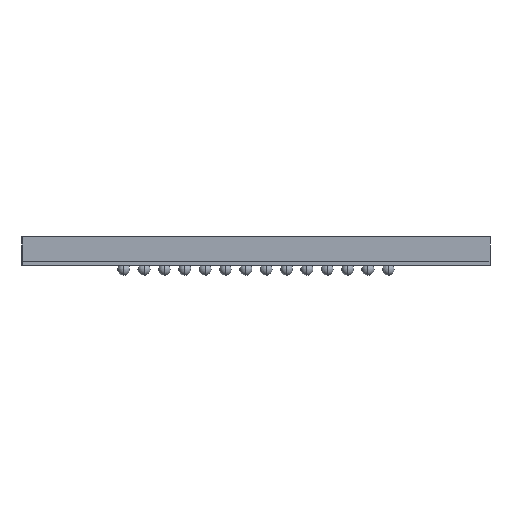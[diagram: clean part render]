
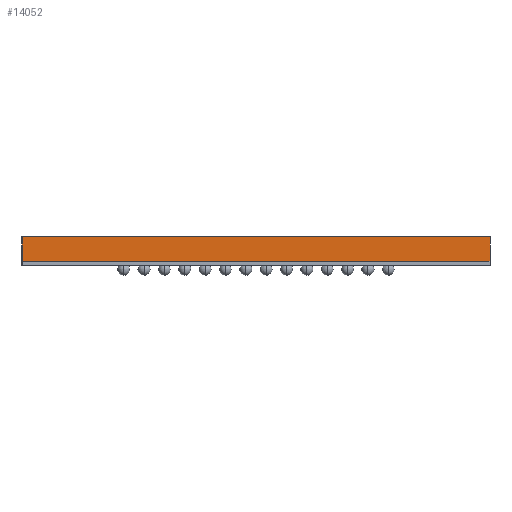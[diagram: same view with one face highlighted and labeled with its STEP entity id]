
A CAD part, front view. The second image highlights one B-rep face of the part: STEP entity #14052.
In plain terms, the highlighted planar face has unit normal (0, -1, 0).
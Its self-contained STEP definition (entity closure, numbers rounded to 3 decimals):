
#625 = VERTEX_POINT ( 'NONE', #15796 ) ;
#2381 = EDGE_CURVE ( 'NONE', #27921, #625, #13420, .T. ) ;
#3209 = EDGE_CURVE ( 'NONE', #3517, #10898, #24118, .T. ) ;
#3294 = DIRECTION ( 'NONE',  ( 0., 0., -1. ) ) ;
#3517 = VERTEX_POINT ( 'NONE', #19779 ) ;
#4125 = DIRECTION ( 'NONE',  ( 0., 1., 0. ) ) ;
#5080 = ORIENTED_EDGE ( 'NONE', *, *, #11603, .T. ) ;
#6596 = DIRECTION ( 'NONE',  ( 1., 0., 0. ) ) ;
#6730 = CARTESIAN_POINT ( 'NONE',  ( -5.75, -6.5, 0.6 ) ) ;
#7692 = CARTESIAN_POINT ( 'NONE',  ( -5.75, -6.5, 0.6 ) ) ;
#10898 = VERTEX_POINT ( 'NONE', #13083 ) ;
#11603 = EDGE_CURVE ( 'NONE', #27921, #3517, #23023, .T. ) ;
#13083 = CARTESIAN_POINT ( 'NONE',  ( 5.75, -6.5, 0. ) ) ;
#13091 = ORIENTED_EDGE ( 'NONE', *, *, #2381, .F. ) ;
#13122 = FACE_OUTER_BOUND ( 'NONE', #15561, .T. ) ;
#13420 = LINE ( 'NONE', #26355, #27669 ) ;
#14052 = ADVANCED_FACE ( 'NONE', ( #13122 ), #15286, .F. ) ;
#14877 = VECTOR ( 'NONE', #17691, 1000. ) ;
#15286 = PLANE ( 'NONE',  #26094 ) ;
#15561 = EDGE_LOOP ( 'NONE', ( #23094, #22853, #13091, #5080 ) ) ;
#15796 = CARTESIAN_POINT ( 'NONE',  ( 5.75, -6.5, 0.6 ) ) ;
#17691 = DIRECTION ( 'NONE',  ( 1., 0., 0. ) ) ;
#18224 = LINE ( 'NONE', #23243, #24367 ) ;
#18568 = EDGE_CURVE ( 'NONE', #625, #10898, #18224, .T. ) ;
#19294 = DIRECTION ( 'NONE',  ( 0., 0., 1. ) ) ;
#19779 = CARTESIAN_POINT ( 'NONE',  ( -5.75, -6.5, 0. ) ) ;
#22386 = VECTOR ( 'NONE', #3294, 1000. ) ;
#22853 = ORIENTED_EDGE ( 'NONE', *, *, #18568, .F. ) ;
#22885 = CARTESIAN_POINT ( 'NONE',  ( -5.75, -6.5, 0.6 ) ) ;
#23023 = LINE ( 'NONE', #22885, #22386 ) ;
#23094 = ORIENTED_EDGE ( 'NONE', *, *, #3209, .T. ) ;
#23243 = CARTESIAN_POINT ( 'NONE',  ( 5.75, -6.5, 0.6 ) ) ;
#23977 = CARTESIAN_POINT ( 'NONE',  ( -5.75, -6.5, 0. ) ) ;
#24118 = LINE ( 'NONE', #23977, #14877 ) ;
#24367 = VECTOR ( 'NONE', #27577, 1000. ) ;
#26094 = AXIS2_PLACEMENT_3D ( 'NONE', #6730, #4125, #19294 ) ;
#26355 = CARTESIAN_POINT ( 'NONE',  ( -5.75, -6.5, 0.6 ) ) ;
#27577 = DIRECTION ( 'NONE',  ( 0., 0., -1. ) ) ;
#27669 = VECTOR ( 'NONE', #6596, 1000. ) ;
#27921 = VERTEX_POINT ( 'NONE', #7692 ) ;
